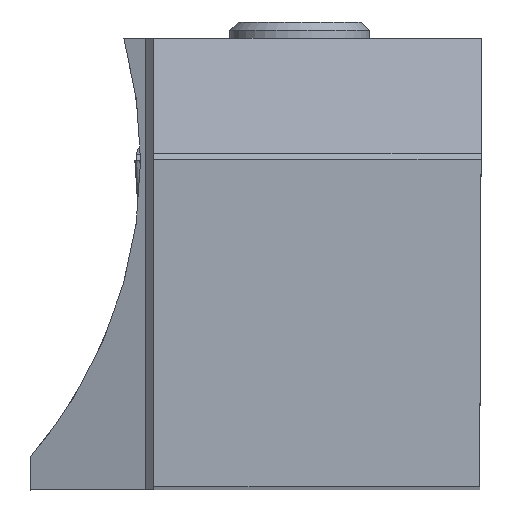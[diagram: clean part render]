
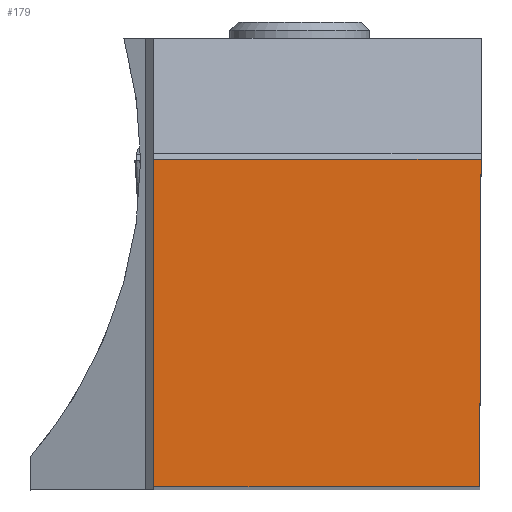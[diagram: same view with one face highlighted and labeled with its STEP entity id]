
A CAD part, top view. The second image highlights one B-rep face of the part: STEP entity #179.
In plain terms, the highlighted planar face has unit normal (0, 0, 1).
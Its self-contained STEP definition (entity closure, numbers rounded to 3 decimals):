
#179=ADVANCED_FACE('BLANK_BOXF006',(#288),#229,.F.);
#229=PLANE('',#1377);
#288=FACE_OUTER_BOUND('',#349,.T.);
#349=EDGE_LOOP('',(#613,#614,#615,#616));
#613=ORIENTED_EDGE('',*,*,#963,.F.);
#614=ORIENTED_EDGE('',*,*,#953,.F.);
#615=ORIENTED_EDGE('',*,*,#962,.F.);
#616=ORIENTED_EDGE('',*,*,#964,.F.);
#804=VERTEX_POINT('',#2345);
#805=VERTEX_POINT('',#2347);
#810=VERTEX_POINT('',#2362);
#811=VERTEX_POINT('',#2366);
#953=EDGE_CURVE('',#804,#805,#1075,.T.);
#962=EDGE_CURVE('',#810,#804,#1084,.T.);
#963=EDGE_CURVE('',#805,#811,#1085,.T.);
#964=EDGE_CURVE('',#811,#810,#1086,.T.);
#1075=LINE('',#2346,#1195);
#1084=LINE('',#2363,#1204);
#1085=LINE('',#2365,#1205);
#1086=LINE('',#2367,#1206);
#1195=VECTOR('',#1613,1.);
#1204=VECTOR('',#1626,1.);
#1205=VECTOR('',#1629,1.);
#1206=VECTOR('',#1630,1.);
#1377=AXIS2_PLACEMENT_3D('',#2368,#1631,#1632);
#1613=DIRECTION('',(-1.,0.,0.));
#1626=DIRECTION('',(-0.004,-1.,0.));
#1629=DIRECTION('',(0.,1.,0.));
#1630=DIRECTION('',(1.,0.,0.));
#1631=DIRECTION('',(0.,0.,-1.));
#1632=DIRECTION('',(0.,-1.,0.));
#2345=CARTESIAN_POINT('',(-0.087,0.,0.));
#2346=CARTESIAN_POINT('',(125.55,0.,0.));
#2347=CARTESIAN_POINT('',(-19.875,0.,0.));
#2362=CARTESIAN_POINT('',(0.,19.875,0.));
#2363=CARTESIAN_POINT('',(0.461,125.549,0.));
#2365=CARTESIAN_POINT('',(-19.875,-125.55,0.));
#2366=CARTESIAN_POINT('',(-19.875,19.875,0.));
#2367=CARTESIAN_POINT('',(-125.55,19.875,0.));
#2368=CARTESIAN_POINT('',(-27.364,-5.,0.));
